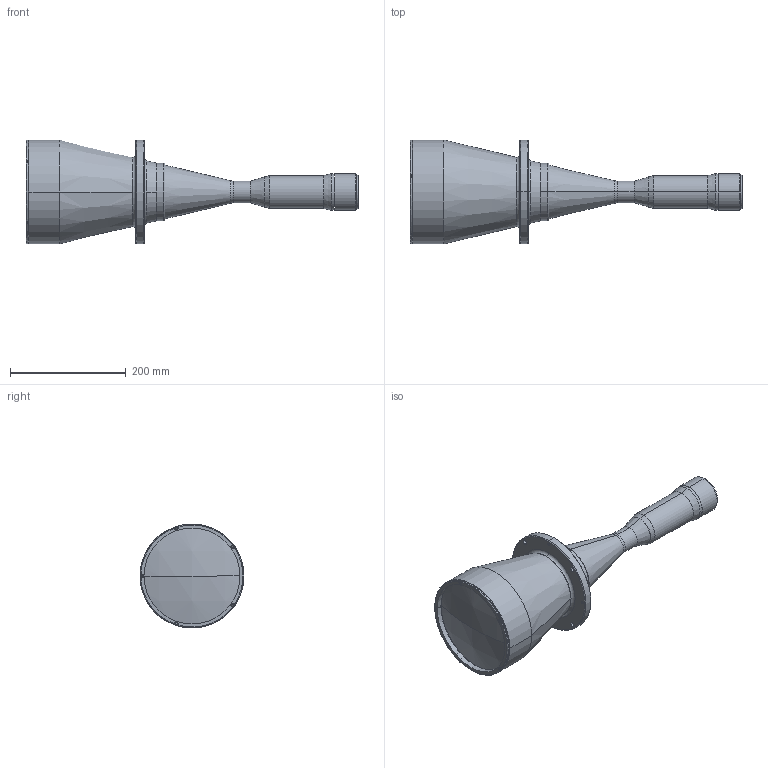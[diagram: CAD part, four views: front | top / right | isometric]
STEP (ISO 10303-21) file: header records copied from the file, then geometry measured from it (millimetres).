
FILE_DESCRIPTION (( 'STEP AP203' ), '1' );
FILE_NAME ('TC16M120-K.step', '2018-11-27T16:15:21', ( '' ), ( '' ), 'SwSTEP 2.0', 'SolidWorks 2018', '' );
FILE_SCHEMA (( 'CONFIG_CONTROL_DESIGN' ));
Length unit declared in the file: millimetre
Products named in the file (1): TC16M120-K
Bounding box: 574.77 x 180 x 180 mm (x, y, z)
Surface area: 260798.2 mm2 (no closed solid volume)
Topology: 0 solids, 15 shells, 174 faces, 472 edges, 315 vertices
Faces by surface type: cylinder 66, plane 59, torus 27, cone 20, sphere 2
Entity records: 5768 total; most frequent: CARTESIAN_POINT 1094, DIRECTION 1065, ORIENTED_EDGE 832, EDGE_CURVE 472, AXIS2_PLACEMENT_3D 428, VERTEX_POINT 315, CIRCLE 253, EDGE_LOOP 219
